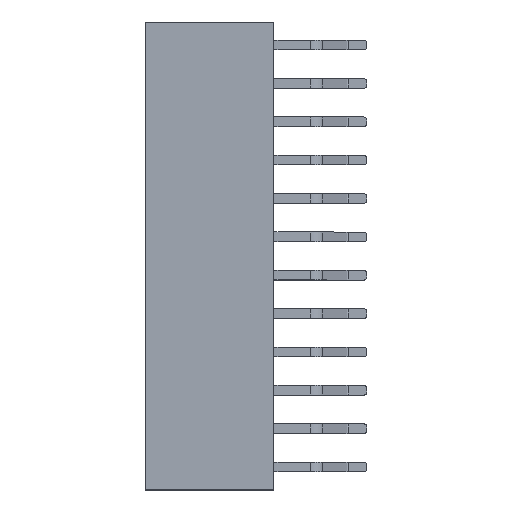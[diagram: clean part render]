
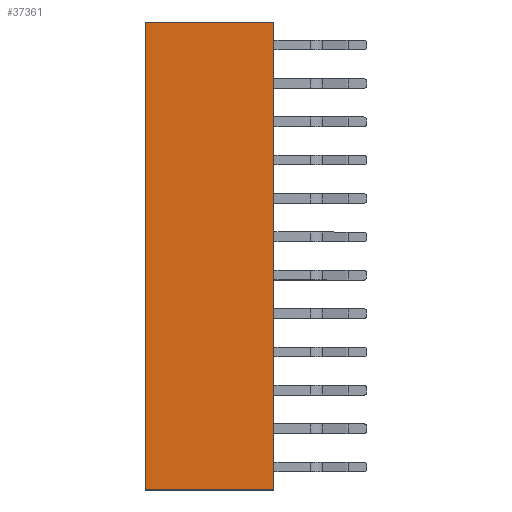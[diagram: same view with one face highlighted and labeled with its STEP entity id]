
A CAD part, top view. The second image highlights one B-rep face of the part: STEP entity #37361.
In plain terms, the highlighted planar face has unit normal (0, 0, 1).
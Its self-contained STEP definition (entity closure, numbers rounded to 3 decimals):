
#4346=ORIENTED_EDGE('',*,*,#11080,.F.);
#4347=ORIENTED_EDGE('',*,*,#11090,.F.);
#4348=ORIENTED_EDGE('',*,*,#11084,.T.);
#4349=ORIENTED_EDGE('',*,*,#11091,.T.);
#11080=EDGE_CURVE('',#14372,#14373,#17582,.T.);
#11084=EDGE_CURVE('',#14375,#14374,#17586,.T.);
#11090=EDGE_CURVE('',#14375,#14372,#17592,.T.);
#11091=EDGE_CURVE('',#14374,#14373,#17593,.T.);
#14372=VERTEX_POINT('',#52152);
#14373=VERTEX_POINT('',#52154);
#14374=VERTEX_POINT('',#52159);
#14375=VERTEX_POINT('',#52161);
#17582=LINE('',#52153,#21182);
#17586=LINE('',#52160,#21186);
#17592=LINE('',#52171,#21192);
#17593=LINE('',#52172,#21193);
#21182=VECTOR('',#43848,1000.);
#21186=VECTOR('',#43854,1000.);
#21192=VECTOR('',#43864,1000.);
#21193=VECTOR('',#43865,1000.);
#23035=EDGE_LOOP('',(#4346,#4347,#4348,#4349));
#24569=FACE_BOUND('',#23035,.T.);
#26069=PLANE('',#38854);
#37361=ADVANCED_FACE('',(#24569),#26069,.T.);
#38854=AXIS2_PLACEMENT_3D('',#52170,#43862,#43863);
#43848=DIRECTION('',(0.,1.,0.));
#43854=DIRECTION('',(0.,1.,0.));
#43862=DIRECTION('',(0.,0.,1.));
#43863=DIRECTION('',(0.,-1.,0.));
#43864=DIRECTION('',(-1.,0.,0.));
#43865=DIRECTION('',(-1.,0.,0.));
#52152=CARTESIAN_POINT('',(-15.49,-4.25,2.5));
#52153=CARTESIAN_POINT('',(-15.49,-4.25,2.5));
#52154=CARTESIAN_POINT('',(-15.49,4.25,2.5));
#52159=CARTESIAN_POINT('',(15.49,4.25,2.5));
#52160=CARTESIAN_POINT('',(15.49,-4.25,2.5));
#52161=CARTESIAN_POINT('',(15.49,-4.25,2.5));
#52170=CARTESIAN_POINT('',(15.49,-4.25,2.5));
#52171=CARTESIAN_POINT('',(15.49,-4.25,2.5));
#52172=CARTESIAN_POINT('',(15.49,4.25,2.5));
